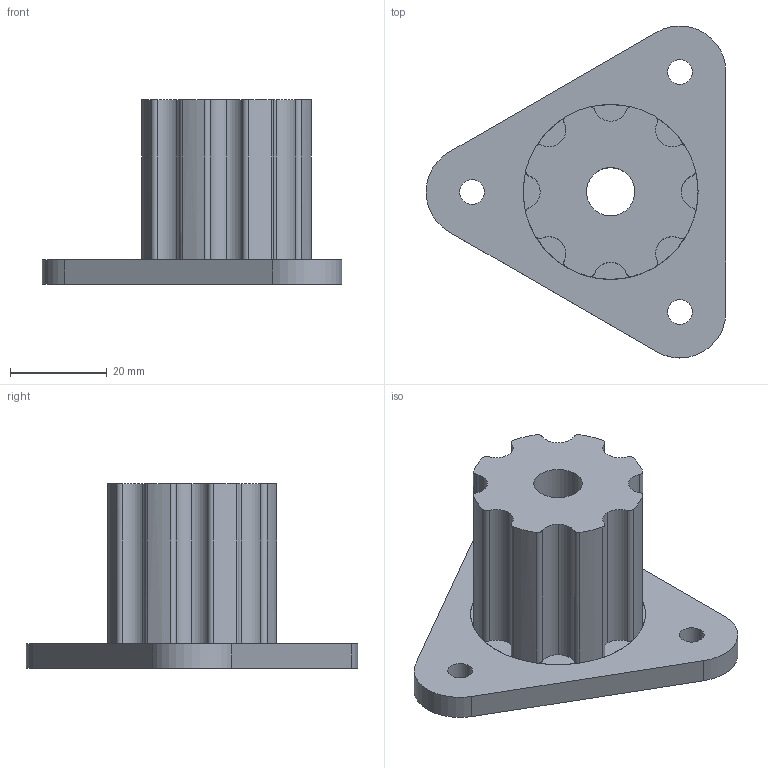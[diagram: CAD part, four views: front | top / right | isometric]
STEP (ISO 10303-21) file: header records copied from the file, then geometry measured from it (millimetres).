
FILE_DESCRIPTION(('FreeCAD Model'),'2;1');
FILE_NAME('MTS10x2m_lead_nut.step', '2016-11-17T11:48:02',('Author'),(''), 'Open CASCADE STEP processor 6.8','FreeCAD','Unknown');
FILE_SCHEMA(('AUTOMOTIVE_DESIGN_CC2 { 1 2 10303 214 -1 1 5 4 }'));
Length unit declared in the file: millimetre
Products named in the file (2): ASSEMBLY; Fillet
Assembly tree (1 placements, depth 2):
  ASSEMBLY
    Fillet
Bounding box: 61.86 x 68.49 x 38.1 mm (x, y, z)
Volume: 39456.3 mm3; surface area: 12118.5 mm2
Topology: 1 solids, 1 shells, 56 faces, 171 edges, 120 vertices
Faces by surface type: cylinder 24, plane 16, bspline 16
Full cylindrical faces by diameter (mm): 5.08 x3, 10 x1, 36.068 x1
Entity records: 14024 total; most frequent: CARTESIAN_POINT 11023, DIRECTION 456, ORIENTED_EDGE 342, PCURVE 342, DEFINITIONAL_REPRESENTATION 342, LINE 181, VECTOR 181, EDGE_CURVE 171
